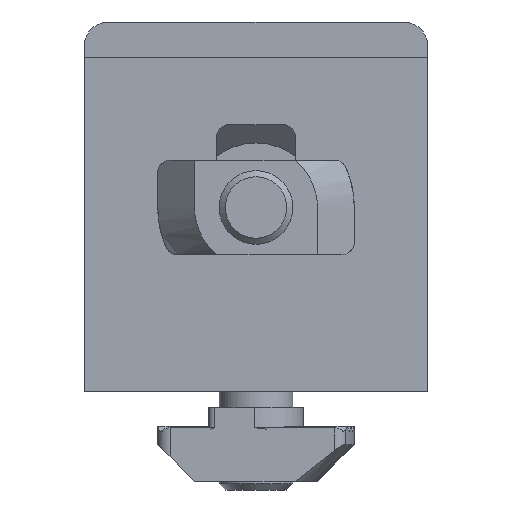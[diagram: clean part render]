
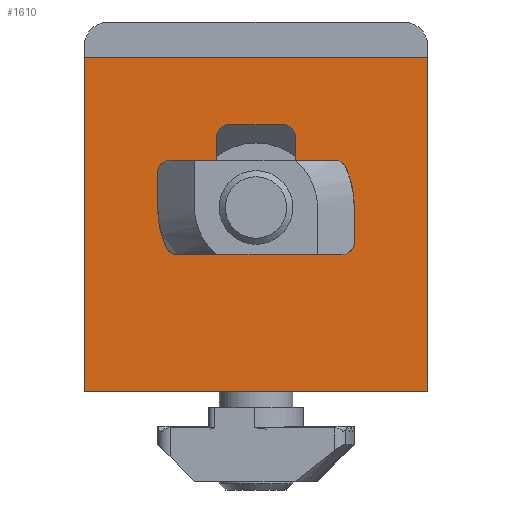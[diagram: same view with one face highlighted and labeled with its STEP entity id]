
A CAD part, front view. The second image highlights one B-rep face of the part: STEP entity #1610.
In plain terms, the highlighted face is planar.
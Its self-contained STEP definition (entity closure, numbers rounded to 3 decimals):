
#1610=ADVANCED_FACE('',(#1784,#1785),#1786,.T.);
#1784=FACE_BOUND('',#2036,.T.);
#1785=FACE_OUTER_BOUND('',#2037,.T.);
#1786=PLANE('',#2038);
#2036=EDGE_LOOP('',(#2478,#2479,#2480,#2481,#2482,#2483,#2484,#2485));
#2037=EDGE_LOOP('',(#2486,#2487,#2488,#2489));
#2038=AXIS2_PLACEMENT_3D('',#2490,#2491,#2492);
#2478=ORIENTED_EDGE('',*,*,#3295,.T.);
#2479=ORIENTED_EDGE('',*,*,#3296,.T.);
#2480=ORIENTED_EDGE('',*,*,#3297,.T.);
#2481=ORIENTED_EDGE('',*,*,#3274,.T.);
#2482=ORIENTED_EDGE('',*,*,#3268,.T.);
#2483=ORIENTED_EDGE('',*,*,#3271,.T.);
#2484=ORIENTED_EDGE('',*,*,#3298,.T.);
#2485=ORIENTED_EDGE('',*,*,#3299,.T.);
#2486=ORIENTED_EDGE('',*,*,#3300,.F.);
#2487=ORIENTED_EDGE('',*,*,#3301,.T.);
#2488=ORIENTED_EDGE('',*,*,#3286,.T.);
#2489=ORIENTED_EDGE('',*,*,#3302,.F.);
#2490=CARTESIAN_POINT('',(0.0,16.25,-14.0));
#2491=DIRECTION('',(-1.0,0.,0.0));
#2492=DIRECTION('',(0.,-1.0,0.0));
#3268=EDGE_CURVE('',#3602,#3606,#3608,.F.);
#3271=EDGE_CURVE('',#3606,#3611,#3613,.T.);
#3274=EDGE_CURVE('',#3615,#3602,#3618,.T.);
#3286=EDGE_CURVE('',#3635,#3640,#3642,.T.);
#3295=EDGE_CURVE('',#3659,#3660,#3661,.F.);
#3296=EDGE_CURVE('',#3660,#3662,#3663,.T.);
#3297=EDGE_CURVE('',#3662,#3615,#3664,.F.);
#3298=EDGE_CURVE('',#3611,#3665,#3666,.F.);
#3299=EDGE_CURVE('',#3665,#3659,#3667,.T.);
#3300=EDGE_CURVE('',#3668,#3669,#3670,.T.);
#3301=EDGE_CURVE('',#3668,#3635,#3671,.T.);
#3302=EDGE_CURVE('',#3669,#3640,#3672,.T.);
#3602=VERTEX_POINT('',#4139);
#3606=VERTEX_POINT('',#4144);
#3608=CIRCLE('',#4147,1.0);
#3611=VERTEX_POINT('',#4151);
#3613=LINE('',#4154,#4155);
#3615=VERTEX_POINT('',#4157);
#3618=LINE('',#4162,#4163);
#3635=VERTEX_POINT('',#4184);
#3640=VERTEX_POINT('',#4191);
#3642=LINE('',#4194,#4195);
#3659=VERTEX_POINT('',#4220);
#3660=VERTEX_POINT('',#4221);
#3661=CIRCLE('',#4222,1.0);
#3662=VERTEX_POINT('',#4223);
#3663=LINE('',#4224,#4225);
#3664=CIRCLE('',#4226,1.0);
#3665=VERTEX_POINT('',#4227);
#3666=CIRCLE('',#4228,1.0);
#3667=LINE('',#4229,#4230);
#3668=VERTEX_POINT('',#4231);
#3669=VERTEX_POINT('',#4232);
#3670=LINE('',#4233,#4234);
#3671=LINE('',#4235,#4236);
#3672=LINE('',#4237,#4238);
#4139=CARTESIAN_POINT('',(0.0,21.75,2.2));
#4144=CARTESIAN_POINT('',(0.0,20.75,3.2));
#4147=AXIS2_PLACEMENT_3D('',#4974,#4975,#4976);
#4151=CARTESIAN_POINT('',(0.0,13.25,3.2));
#4154=CARTESIAN_POINT('',(0.,16.25,3.2));
#4155=VECTOR('',#4979,1.0);
#4157=CARTESIAN_POINT('',(0.0,21.75,-2.2));
#4162=CARTESIAN_POINT('',(0.,21.75,-14.0));
#4163=VECTOR('',#4982,1.0);
#4184=CARTESIAN_POINT('',(0.,0.0,-14.0));
#4191=CARTESIAN_POINT('',(0.,0.0,14.0));
#4194=CARTESIAN_POINT('',(0.,0.0,-14.0));
#4195=VECTOR('',#5002,1.0);
#4220=CARTESIAN_POINT('',(0.0,12.25,-2.2));
#4221=CARTESIAN_POINT('',(0.,13.25,-3.2));
#4222=AXIS2_PLACEMENT_3D('',#5011,#5012,#5013);
#4223=CARTESIAN_POINT('',(0.0,20.75,-3.2));
#4224=CARTESIAN_POINT('',(0.,16.25,-3.2));
#4225=VECTOR('',#5014,1.0);
#4226=AXIS2_PLACEMENT_3D('',#5015,#5016,#5017);
#4227=CARTESIAN_POINT('',(0.0,12.25,2.2));
#4228=AXIS2_PLACEMENT_3D('',#5018,#5019,#5020);
#4229=CARTESIAN_POINT('',(0.,12.25,-14.0));
#4230=VECTOR('',#5021,1.0);
#4231=CARTESIAN_POINT('',(0.,27.2,-14.0));
#4232=CARTESIAN_POINT('',(0.,27.2,14.0));
#4233=CARTESIAN_POINT('',(0.0,27.2,-45.962));
#4234=VECTOR('',#5022,1.0);
#4235=CARTESIAN_POINT('',(0.0,16.25,-14.0));
#4236=VECTOR('',#5023,1.0);
#4237=CARTESIAN_POINT('',(0.0,16.25,14.0));
#4238=VECTOR('',#5024,1.0);
#4974=CARTESIAN_POINT('',(0.0,20.75,2.2));
#4975=DIRECTION('',(-1.0,0.,0.0));
#4976=DIRECTION('',(0.,-1.0,0.0));
#4979=DIRECTION('',(0.,-1.0,0.));
#4982=DIRECTION('',(0.0,0.0,1.0));
#5002=DIRECTION('',(0.0,0.0,1.0));
#5011=CARTESIAN_POINT('',(0.0,13.25,-2.2));
#5012=DIRECTION('',(-1.0,0.,0.0));
#5013=DIRECTION('',(0.,-1.0,0.0));
#5014=DIRECTION('',(0.,1.0,0.));
#5015=CARTESIAN_POINT('',(0.0,20.75,-2.2));
#5016=DIRECTION('',(-1.0,0.,0.0));
#5017=DIRECTION('',(0.,-1.0,0.0));
#5018=CARTESIAN_POINT('',(0.0,13.25,2.2));
#5019=DIRECTION('',(-1.0,0.,0.0));
#5020=DIRECTION('',(0.,-1.0,0.0));
#5021=DIRECTION('',(0.0,0.0,-1.0));
#5022=DIRECTION('',(0.0,0.0,1.0));
#5023=DIRECTION('',(0.,-1.0,0.0));
#5024=DIRECTION('',(0.,-1.0,0.0));
